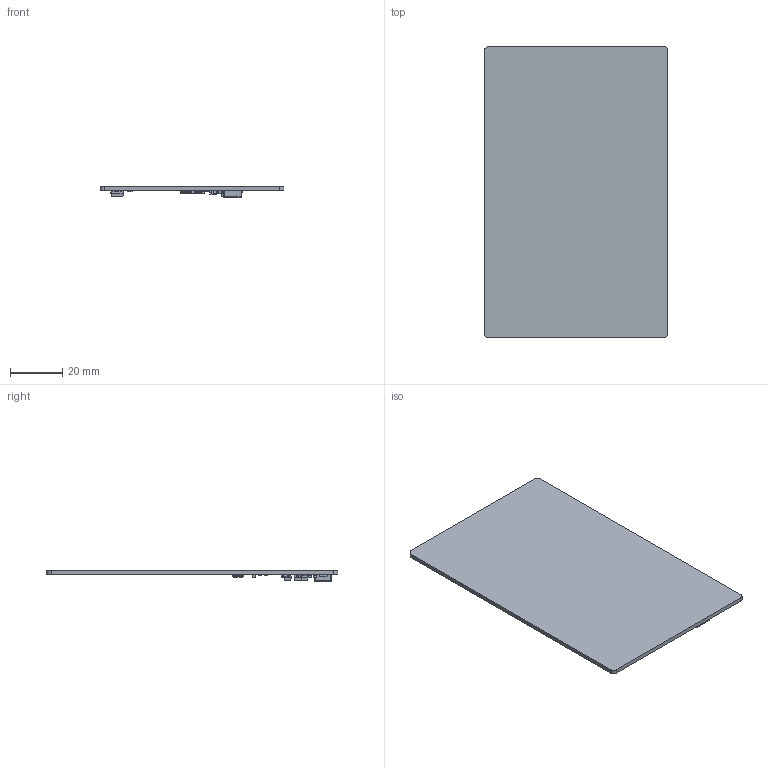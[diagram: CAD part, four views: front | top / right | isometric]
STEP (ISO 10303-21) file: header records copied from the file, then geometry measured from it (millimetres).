
FILE_DESCRIPTION(('KiCad electronic assembly'),'2;1');
FILE_NAME('Touch Keypad.step','2024-10-20T23:48:15',('Pcbnew'),('Kicad') ,'Open CASCADE STEP processor 7.6','KiCad to STEP converter','Unknown' );
FILE_SCHEMA(('AUTOMOTIVE_DESIGN { 1 0 10303 214 1 1 1 1 }'));
Length unit declared in the file: millimetre
Products named in the file (16): Touch Keypad 1; R_0805_2012Metric; D_SMA; C_0805_2012Metric; SOT-23; SOT_23; SSOP-20_3.9x8.7mm_P0.635mm; SSOP_20_39x87mm_P0635mm; L_KOHERelec_MDA7030; SOT-23-6; SOT_23_6; _autosave-Touch Keypad_PCB
Assembly tree (26 placements, depth 3):
  Touch Keypad 1
    R_0805_2012Metric  x6
      R_0805_2012Metric
    D_SMA  x3
      D_SMA
    C_0805_2012Metric  x5
      C_0805_2012Metric
    SOT-23
      SOT_23
    SSOP-20_3.9x8.7mm_P0.635mm
      SSOP_20_39x87mm_P0635mm
    L_KOHERelec_MDA7030
      L_KOHERelec_MDA7030
    SOT-23-6
      SOT_23_6
    _autosave-Touch Keypad_PCB
Bounding box: 70 x 111 x 4.45 mm (x, y, z)
Volume: 12701.8 mm3; surface area: 16732.8 mm2
Topology: 19 solids, 19 shells, 993 faces, 2573 edges, 1628 vertices
Faces by surface type: plane 609, cylinder 249, bspline 131, sphere 4
Full cylindrical faces by diameter (mm): 0.2 x1
Entity records: 24851 total; most frequent: CARTESIAN_POINT 3968, ORIENTED_EDGE 3458, DIRECTION 3087, EDGE_CURVE 1729, LINE 1305, VECTOR 1305, VERTEX_POINT 1080, AXIS2_PLACEMENT_3D 891
